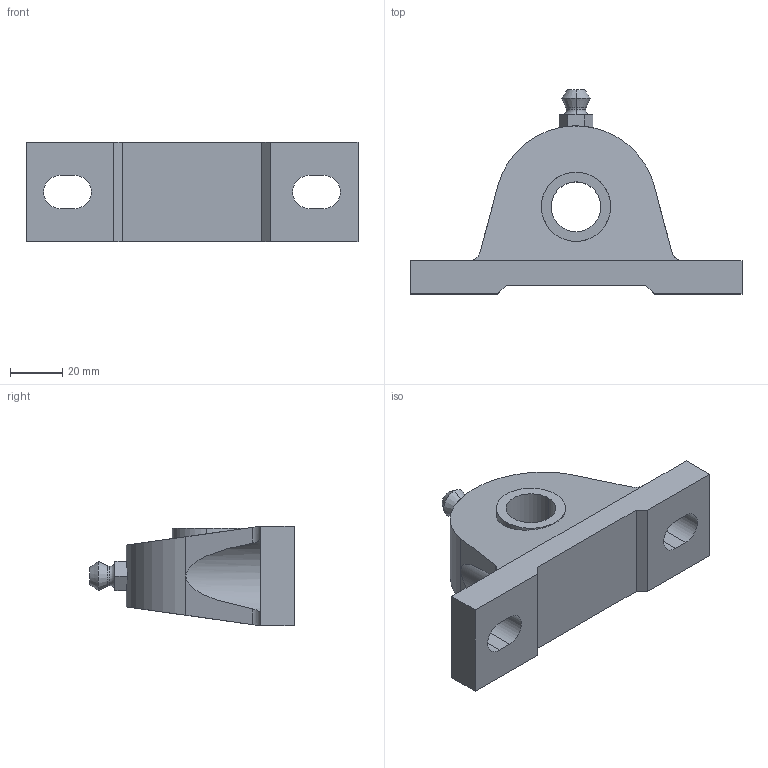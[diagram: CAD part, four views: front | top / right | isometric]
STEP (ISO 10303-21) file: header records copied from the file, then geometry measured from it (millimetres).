
FILE_DESCRIPTION (( 'STEP AP203' ), '1' );
FILE_NAME ('6494K13.step', '2011-12-22T19:44:35', ( 'jim' ), ( '' ), 'SwSTEP 2.0', 'SolidWorks 2009', '' );
FILE_SCHEMA (( 'CONFIG_CONTROL_DESIGN' ));
Length unit declared in the file: inch
Products named in the file (1): 6494K13
Bounding box: 127 x 78.08 x 38.1 mm (x, y, z)
Volume: 131724.2 mm3; surface area: 28672.1 mm2
Topology: 2 solids, 2 shells, 67 faces, 166 edges, 104 vertices
Faces by surface type: plane 42, cylinder 17, torus 4, cone 4
Entity records: 2079 total; most frequent: CARTESIAN_POINT 440, ORIENTED_EDGE 332, DIRECTION 314, EDGE_CURVE 166, AXIS2_PLACEMENT_3D 106, VERTEX_POINT 104, VECTOR 102, LINE 102
